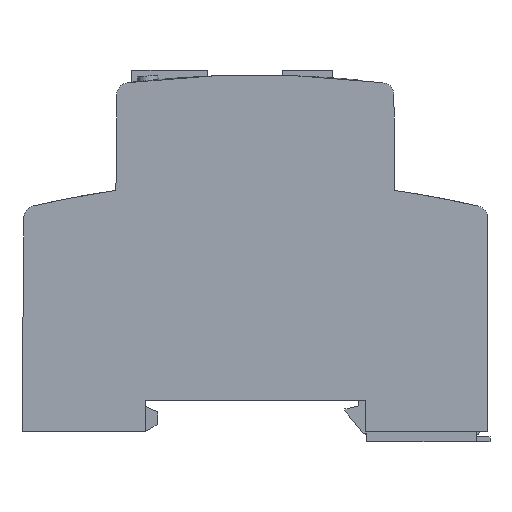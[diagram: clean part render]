
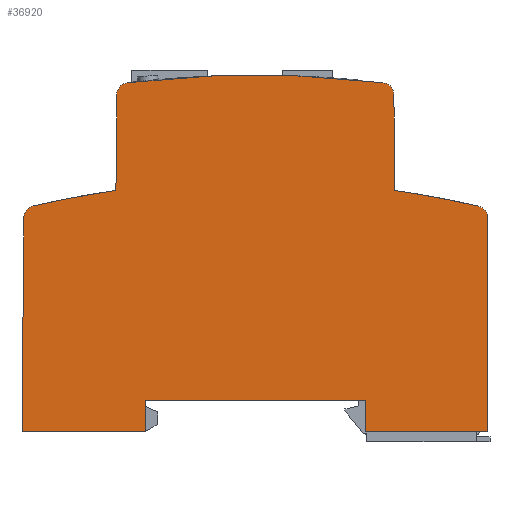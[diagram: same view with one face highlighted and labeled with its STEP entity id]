
A CAD part, left-side view. The second image highlights one B-rep face of the part: STEP entity #36920.
In plain terms, the highlighted face is planar.
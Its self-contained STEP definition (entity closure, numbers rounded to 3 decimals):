
#6070=CARTESIAN_POINT('',(106.975,16.056,-20.25));
#6080=VERTEX_POINT('',#6070);
#6130=CARTESIAN_POINT('',(45.021,16.056,-20.25));
#6140=DIRECTION('',(1.,0.,0.));
#6150=VECTOR('',#6140,1.);
#6160=LINE('',#6130,#6150);
#6170=CARTESIAN_POINT('',(87.091,16.056,-20.25));
#6180=VERTEX_POINT('',#6170);
#6190=EDGE_CURVE('',#6180,#6080,#6160,.T.);
#16620=CARTESIAN_POINT('',(91.825,54.948,-20.25));
#16630=VERTEX_POINT('',#16620);
#16660=CARTESIAN_POINT('',(69.341,-101.444,-20.25));
#16670=DIRECTION('',(0.,0.,-1.));
#16680=DIRECTION('',(-1.,0.,0.));
#16690=AXIS2_PLACEMENT_3D('',#16660,#16670,#16680);
#16700=CIRCLE('',#16690,158.);
#16710=CARTESIAN_POINT('',(105.127,52.45,-20.25));
#16720=VERTEX_POINT('',#16710);
#16730=EDGE_CURVE('',#16630,#16720,#16700,.T.);
#19690=CARTESIAN_POINT('',(91.69,70.373,-20.25));
#19700=VERTEX_POINT('',#19690);
#19730=CARTESIAN_POINT('',(91.822,55.264,-20.25));
#19740=DIRECTION('',(-0.009,1.,
0.));
#19750=VECTOR('',#19740,1.);
#19760=LINE('',#19730,#19750);
#19770=EDGE_CURVE('',#16630,#19700,#19760,.T.);
#20210=CARTESIAN_POINT('',(45.021,21.056,-20.25));
#20220=DIRECTION('',(1.,0.,0.));
#20230=VECTOR('',#20220,1.);
#20240=LINE('',#20210,#20230);
#20250=CARTESIAN_POINT('',(51.591,21.056,-20.25));
#20260=VERTEX_POINT('',#20250);
#20270=CARTESIAN_POINT('',(87.091,21.056,-20.25));
#20280=VERTEX_POINT('',#20270);
#20290=EDGE_CURVE('',#20260,#20280,#20240,.T.);
#22570=CARTESIAN_POINT('',(87.091,55.264,-20.25));
#22580=DIRECTION('',(0.,-1.,0.));
#22590=VECTOR('',#22580,1.);
#22600=LINE('',#22570,#22590);
#22610=EDGE_CURVE('',#20280,#6180,#22600,.T.);
#27250=CARTESIAN_POINT('',(89.926,72.341,-20.25));
#27260=VERTEX_POINT('',#27250);
#27290=CARTESIAN_POINT('',(89.69,70.355,-20.25));
#27300=DIRECTION('',(0.,0.,1.));
#27310=DIRECTION('',(1.,0.,0.));
#27320=AXIS2_PLACEMENT_3D('',#27290,#27300,#27310);
#27330=CIRCLE('',#27320,2.);
#27340=EDGE_CURVE('',#19700,#27260,#27330,.T.);
#35980=CARTESIAN_POINT('',(69.341,23.506,-20.25));
#35990=DIRECTION('',(0.,0.,-1.));
#36000=DIRECTION('',(-1.,0.,0.));
#36010=AXIS2_PLACEMENT_3D('',#35980,#35990,#36000);
#36020=PLANE('',#36010);
#36030=CARTESIAN_POINT('',(69.341,-101.444,-20.25));
#36040=DIRECTION('',(0.,0.,-1.));
#36050=DIRECTION('',(-1.,0.,0.));
#36060=AXIS2_PLACEMENT_3D('',#36030,#36040,#36050);
#36070=CIRCLE('',#36060,158.);
#36080=CARTESIAN_POINT('',(33.386,52.411,
-20.25));
#36090=VERTEX_POINT('',#36080);
#36100=CARTESIAN_POINT('',(46.858,54.948,-20.25));
#36110=VERTEX_POINT('',#36100);
#36120=EDGE_CURVE('',#36090,#36110,#36070,.T.);
#36130=ORIENTED_EDGE('',*,*,#36120,.T.);
#36140=CARTESIAN_POINT('',(33.841,50.463,
-20.25));
#36150=DIRECTION('',(0.,0.,-1.));
#36160=DIRECTION('',(-1.,0.,0.));
#36170=AXIS2_PLACEMENT_3D('',#36140,#36150,#36160);
#36180=CIRCLE('',#36170,2.);
#36190=CARTESIAN_POINT('',(31.841,50.463,
-20.25));
#36200=VERTEX_POINT('',#36190);
#36210=EDGE_CURVE('',#36200,#36090,#36180,.T.);
#36220=ORIENTED_EDGE('',*,*,#36210,.T.);
#36230=CARTESIAN_POINT('',(31.841,55.264,
-20.25));
#36240=DIRECTION('',(0.,1.,0.));
#36250=VECTOR('',#36240,1.);
#36260=LINE('',#36230,#36250);
#36270=CARTESIAN_POINT('',(31.841,16.056,-20.25));
#36280=VERTEX_POINT('',#36270);
#36290=EDGE_CURVE('',#36280,#36200,#36260,.T.);
#36300=ORIENTED_EDGE('',*,*,#36290,.T.);
#36310=CARTESIAN_POINT('',(45.021,16.056,-20.25));
#36320=DIRECTION('',(1.,0.,0.));
#36330=VECTOR('',#36320,1.);
#36340=LINE('',#36310,#36330);
#36350=CARTESIAN_POINT('',(51.591,16.056,-20.25));
#36360=VERTEX_POINT('',#36350);
#36370=EDGE_CURVE('',#36280,#36360,#36340,.T.);
#36380=ORIENTED_EDGE('',*,*,#36370,.F.);
#36390=CARTESIAN_POINT('',(51.591,55.264,-20.25));
#36400=DIRECTION('',(0.,-1.,0.));
#36410=VECTOR('',#36400,1.);
#36420=LINE('',#36390,#36410);
#36430=EDGE_CURVE('',#20260,#36360,#36420,.T.);
#36440=ORIENTED_EDGE('',*,*,#36430,.T.);
#36450=ORIENTED_EDGE('',*,*,#20290,.F.);
#36460=ORIENTED_EDGE('',*,*,#22610,.F.);
#36470=ORIENTED_EDGE('',*,*,#6190,.F.);
#36480=CARTESIAN_POINT('',(106.633,55.264,-20.25));
#36490=DIRECTION('',(0.009,-1.,
0.));
#36500=VECTOR('',#36490,1.);
#36510=LINE('',#36480,#36500);
#36520=CARTESIAN_POINT('',(106.674,50.52,-20.25));
#36530=VERTEX_POINT('',#36520);
#36540=EDGE_CURVE('',#36530,#6080,#36510,.T.);
#36550=ORIENTED_EDGE('',*,*,#36540,.T.);
#36560=CARTESIAN_POINT('',(104.674,50.502,-20.25));
#36570=DIRECTION('',(0.,0.,-1.));
#36580=DIRECTION('',(-1.,0.,0.));
#36590=AXIS2_PLACEMENT_3D('',#36560,#36570,#36580);
#36600=CIRCLE('',#36590,2.);
#36610=EDGE_CURVE('',#16720,#36530,#36600,.T.);
#36620=ORIENTED_EDGE('',*,*,#36610,.T.);
#36630=ORIENTED_EDGE('',*,*,#16730,.T.);
#36640=ORIENTED_EDGE('',*,*,#19770,.F.);
#36650=ORIENTED_EDGE('',*,*,#27340,.F.);
#36660=CARTESIAN_POINT('',(69.341,-101.444,-20.25));
#36670=DIRECTION('',(0.,0.,-1.));
#36680=DIRECTION('',(-1.,0.,0.));
#36690=AXIS2_PLACEMENT_3D('',#36660,#36670,#36680);
#36700=CIRCLE('',#36690,175.);
#36710=CARTESIAN_POINT('',(48.757,72.341,-20.25));
#36720=VERTEX_POINT('',#36710);
#36730=EDGE_CURVE('',#36720,#27260,#36700,.T.);
#36740=ORIENTED_EDGE('',*,*,#36730,.T.);
#36750=CARTESIAN_POINT('',(48.992,70.355,-20.25));
#36760=DIRECTION('',(0.,0.,1.));
#36770=DIRECTION('',(1.,0.,0.));
#36780=AXIS2_PLACEMENT_3D('',#36750,#36760,#36770);
#36790=CIRCLE('',#36780,2.);
#36800=CARTESIAN_POINT('',(46.992,70.373,-20.25));
#36810=VERTEX_POINT('',#36800);
#36820=EDGE_CURVE('',#36720,#36810,#36790,.T.);
#36830=ORIENTED_EDGE('',*,*,#36820,.F.);
#36840=CARTESIAN_POINT('',(46.861,55.264,-20.25));
#36850=DIRECTION('',(-0.009,-1.,
0.));
#36860=VECTOR('',#36850,1.);
#36870=LINE('',#36840,#36860);
#36880=EDGE_CURVE('',#36810,#36110,#36870,.T.);
#36890=ORIENTED_EDGE('',*,*,#36880,.F.);
#36900=EDGE_LOOP('',(#36890,#36830,#36740,#36650,#36640,#36630,#36620,
#36550,#36470,#36460,#36450,#36440,#36380,#36300,#36220,#36130));
#36910=FACE_OUTER_BOUND('',#36900,.T.);
#36920=ADVANCED_FACE('',(#36910),#36020,.T.);
